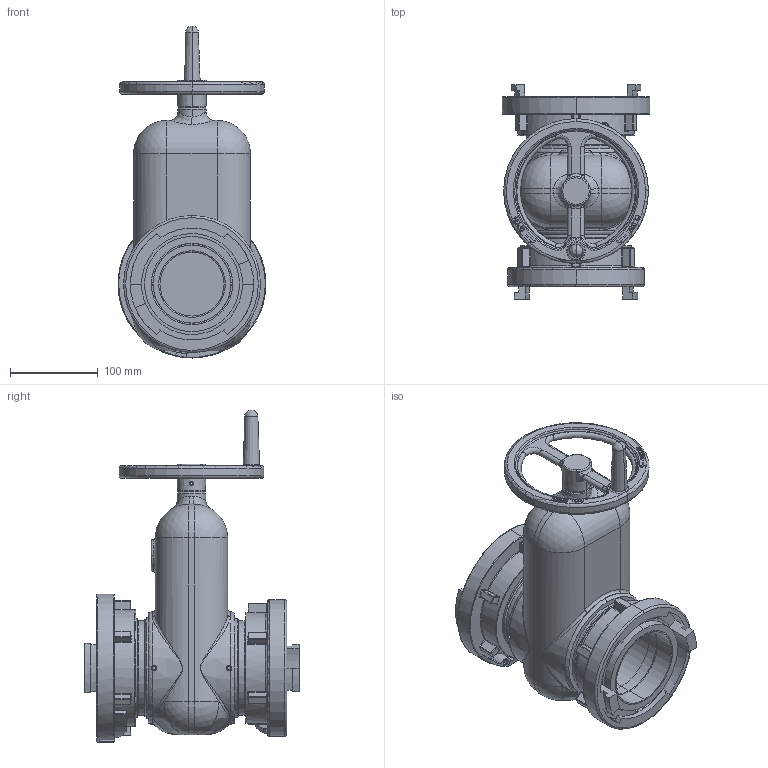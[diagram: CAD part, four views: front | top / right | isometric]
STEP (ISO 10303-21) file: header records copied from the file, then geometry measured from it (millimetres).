
FILE_DESCRIPTION((''),'2;1');
FILE_NAME('22860008_03','2016-03-30T',('sobri'),(''),'CREO PARAMETRIC BY PTC INC, 2015290','CREO PARAMETRIC BY PTC INC, 2015290','');
FILE_SCHEMA(('CONFIG_CONTROL_DESIGN'));
Length unit declared in the file: inch
Products named in the file (1): 22860008_03
Bounding box: 168.63 x 244.4 x 378.45 mm (x, y, z)
Surface area: 475409.9 mm2 (no closed solid volume)
Topology: 0 solids, 39 shells, 1123 faces, 3387 edges, 2272 vertices
Faces by surface type: cylinder 414, plane 252, bspline 245, torus 123, cone 47, sphere 42
Entity records: 73786 total; most frequent: CARTESIAN_POINT 45614, ORIENTED_EDGE 5838, DIRECTION 5360, EDGE_CURVE 3383, VERTEX_POINT 2272, AXIS2_PLACEMENT_3D 1930, VECTOR 1500, LINE 1500
